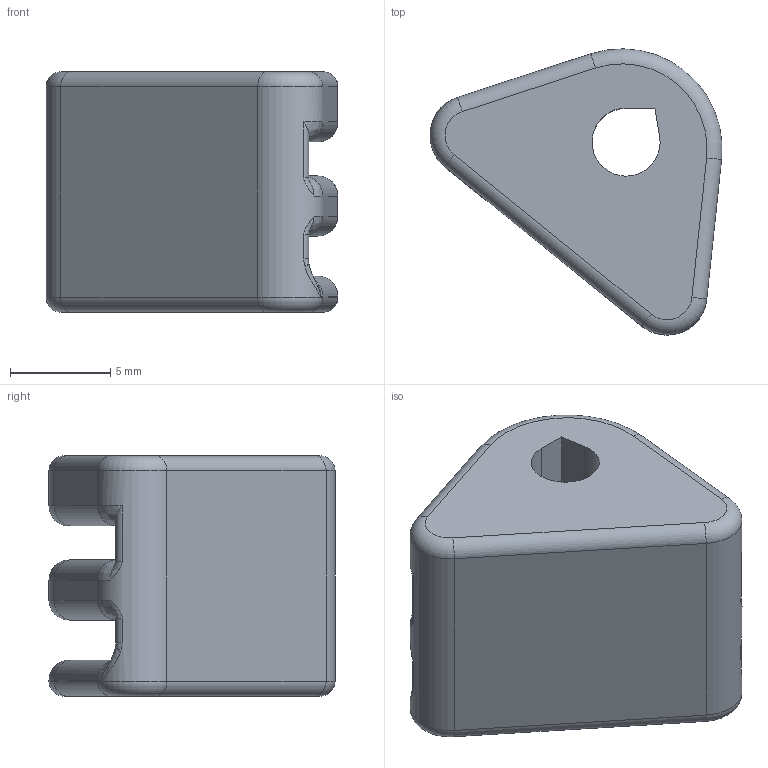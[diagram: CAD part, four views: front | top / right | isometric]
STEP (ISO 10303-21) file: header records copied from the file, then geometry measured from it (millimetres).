
FILE_DESCRIPTION(/* description */ (''),/* implementation_level */ '2;1');
FILE_NAME(/* name */ 'Configuration 1.step',/* time_stamp */ '2025-06-19T10:28:58-07:00',/* author */ (''),/* organization */ (''),/* preprocessor_version */ 'ST-DEVELOPER v20.1',/* originating_system */ 'Autodesk Translation Framework v14.4.0.0',/* authorisation */ '');
FILE_SCHEMA (('AUTOMOTIVE_DESIGN { 1 0 10303 214 3 1 1 }'));
Length unit declared in the file: millimetre
Products named in the file (5): Configuration 1; SCHISM; Right Wing; Action Module; 3D supports
Assembly tree (4 placements, depth 5):
  Configuration 1
    SCHISM
      Right Wing
        Action Module
          3D supports
Bounding box: 14.58 x 14.28 x 12 mm (x, y, z)
Volume: 1126.1 mm3; surface area: 1140.8 mm2
Topology: 1 solids, 1 shells, 78 faces, 192 edges, 110 vertices
Faces by surface type: cylinder 27, plane 21, bspline 20, torus 10
Entity records: 2878 total; most frequent: CARTESIAN_POINT 939, DIRECTION 398, ORIENTED_EDGE 372, EDGE_CURVE 186, AXIS2_PLACEMENT_3D 161, VERTEX_POINT 110, CIRCLE 90, EDGE_LOOP 84
